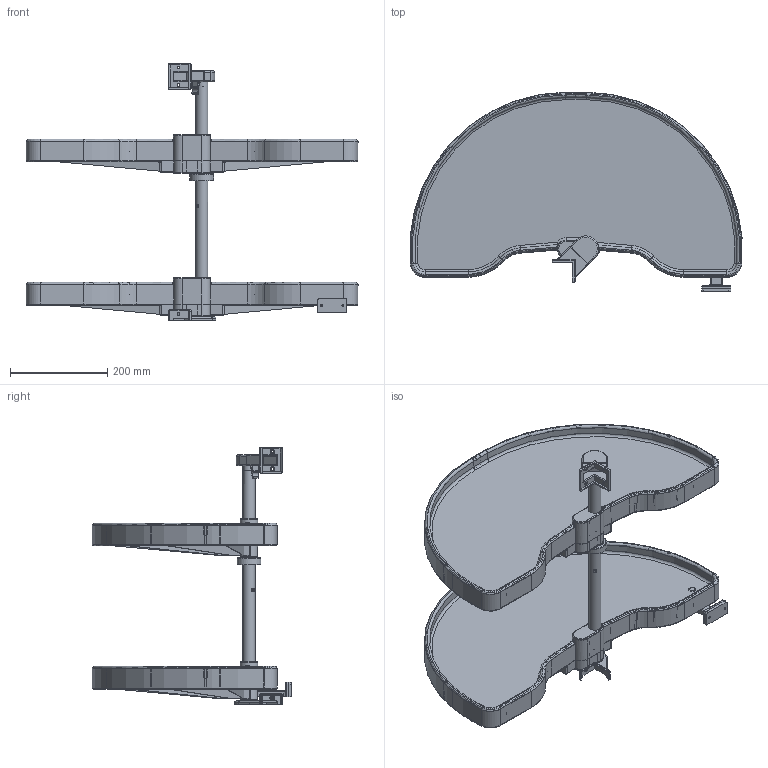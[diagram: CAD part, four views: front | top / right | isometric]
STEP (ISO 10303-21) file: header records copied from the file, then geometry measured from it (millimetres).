
FILE_DESCRIPTION(/* description */ (''),/* implementation_level */ '2;1');
FILE_NAME(/* name */ 'V_9551.48 - Schwenkbeschlag 510mm.stp',/* time_stamp */ '2020-08-28T11:04:57+02:00',/* author */ (''),/* organization */ (''),/* preprocessor_version */ 'ST-DEVELOPER v16.7',/* originating_system */ 'SIEMENS PLM Software NX 1888',/* authorisation */ '');
FILE_SCHEMA (('AUTOMOTIVE_DESIGN { 1 0 10303 214 3 1 1 1 }'));
Products named in the file (1): Bred2AE03971rea4
Bounding box: 684.38 x 410.79 x 529.7 mm (x, y, z)
Volume: 2217197.3 mm3; surface area: 1846908.7 mm2
Topology: 14 solids, 14 shells, 1791 faces, 4916 edges, 3183 vertices
Faces by surface type: plane 995, cylinder 447, torus 134, cone 94, revolution 48, extrusion 40, bspline 24, sphere 9
Full cylindrical faces by diameter (mm): 4.1 x4, 4.5 x2, 5 x8, 7 x1, 7.1 x6, 14.8 x1, 17.6 x1, 20.6 x1, 21.6 x1, 22 x1, 25 x1, 25.25 x4, 25.3 x1, 26 x1, 28.975 x4, 29.4 x4, 30.3 x1, 34.6 x1, 45.65 x1, 49.25 x1
Entity records: 60885 total; most frequent: CARTESIAN_POINT 15047, ORIENTED_EDGE 9592, DIRECTION 9454, EDGE_CURVE 4796, AXIS2_PLACEMENT_3D 3205, VERTEX_POINT 3151, VECTOR 2996, LINE 2956
